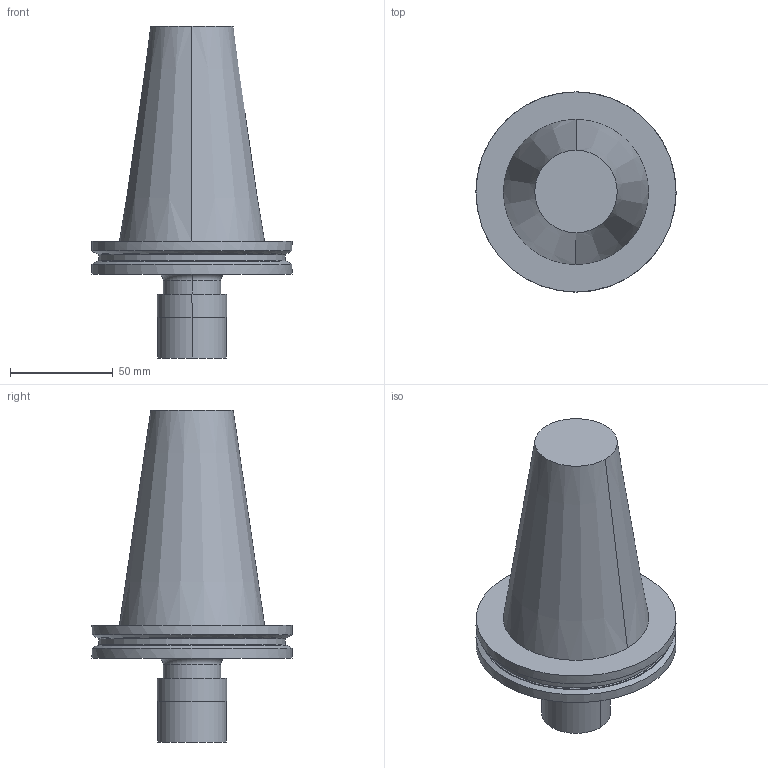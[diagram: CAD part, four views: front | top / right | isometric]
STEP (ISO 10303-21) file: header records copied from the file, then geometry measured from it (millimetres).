
FILE_DESCRIPTION(/* description */ (''),/* implementation_level */ '2;1');
FILE_NAME(/* name */ '69871.50AD-QTCW.M3.M14.stp',/* time_stamp */ '2024-07-22T15:25:46+02:00',/* author */ (''),/* organization */ (''),/* preprocessor_version */ 'ST-DEVELOPER v16.7',/* originating_system */ 'SIEMENS PLM Software NX 12.0',/* authorisation */ '');
FILE_SCHEMA (('AUTOMOTIVE_DESIGN { 1 0 10303 214 3 1 1 1 }'));
Length unit declared in the file: millimetre
Products named in the file (1): pf6612088076yvmb
Bounding box: 97.5 x 97.5 x 161.75 mm (x, y, z)
Volume: 408202 mm3; surface area: 41367.6 mm2
Topology: 1 solids, 1 shells, 26 faces, 53 edges, 34 vertices
Faces by surface type: cylinder 9, plane 7, torus 6, cone 4
Full cylindrical faces by diameter (mm): 91 x1, 97.5 x2
Entity records: 671 total; most frequent: DIRECTION 132, CARTESIAN_POINT 98, ORIENTED_EDGE 80, AXIS2_PLACEMENT_3D 62, EDGE_CURVE 40, EDGE_LOOP 38, CIRCLE 32, VERTEX_POINT 28
